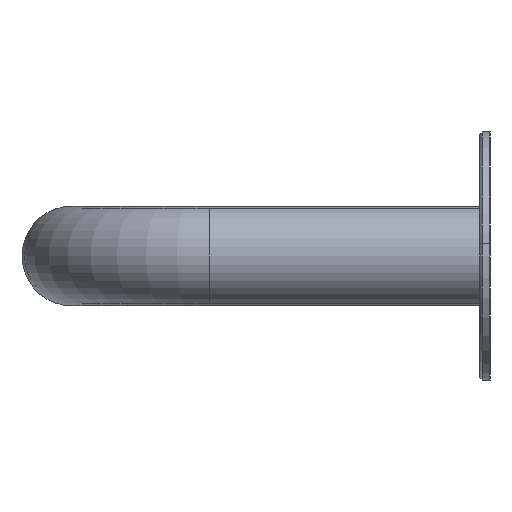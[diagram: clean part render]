
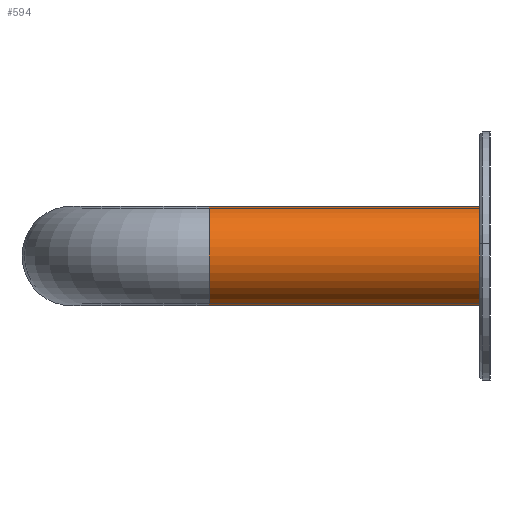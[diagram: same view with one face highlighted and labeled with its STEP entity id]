
A CAD part, left-side view. The second image highlights one B-rep face of the part: STEP entity #594.
In plain terms, the highlighted cylindrical face has radius 19.05 mm (diameter 38.1 mm), a full revolution.
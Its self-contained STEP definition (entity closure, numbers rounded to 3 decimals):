
#594=ADVANCED_FACE('',(#972,#974),#976,.T.);
#972=FACE_OUTER_BOUND('',#973,.T.);
#973=EDGE_LOOP('',(#1314));
#974=FACE_OUTER_BOUND('',#975,.T.);
#975=EDGE_LOOP('',(#1315));
#976=CYLINDRICAL_SURFACE('',#977,19.05);
#977=AXIS2_PLACEMENT_3D('',#978,#979,#980);
#978=CARTESIAN_POINT('',(0.,0.,0.));
#979=DIRECTION('',(-0.,-1.,-0.));
#980=DIRECTION('',(1.,0.,0.));
#1314=ORIENTED_EDGE('',*,*,#1409,.T.);
#1315=ORIENTED_EDGE('',*,*,#1407,.F.);
#1407=EDGE_CURVE('',#1465,#1465,#1466,.T.);
#1409=EDGE_CURVE('',#1469,#1469,#1470,.T.);
#1465=VERTEX_POINT('',#1588);
#1466=CIRCLE('',#1589,19.05);
#1469=VERTEX_POINT('',#1598);
#1470=CIRCLE('',#1599,19.05);
#1588=CARTESIAN_POINT('',(19.05,0.,0.));
#1589=AXIS2_PLACEMENT_3D('',#1590,#1591,#1592);
#1590=CARTESIAN_POINT('',(0.,0.,0.));
#1591=DIRECTION('',(0.,-1.,0.));
#1592=DIRECTION('',(1.,0.,0.));
#1598=CARTESIAN_POINT('',(19.05,107.4,0.));
#1599=AXIS2_PLACEMENT_3D('',#1600,#1601,#1602);
#1600=CARTESIAN_POINT('',(0.,107.4,0.));
#1601=DIRECTION('',(0.,-1.,0.));
#1602=DIRECTION('',(1.,0.,0.));
